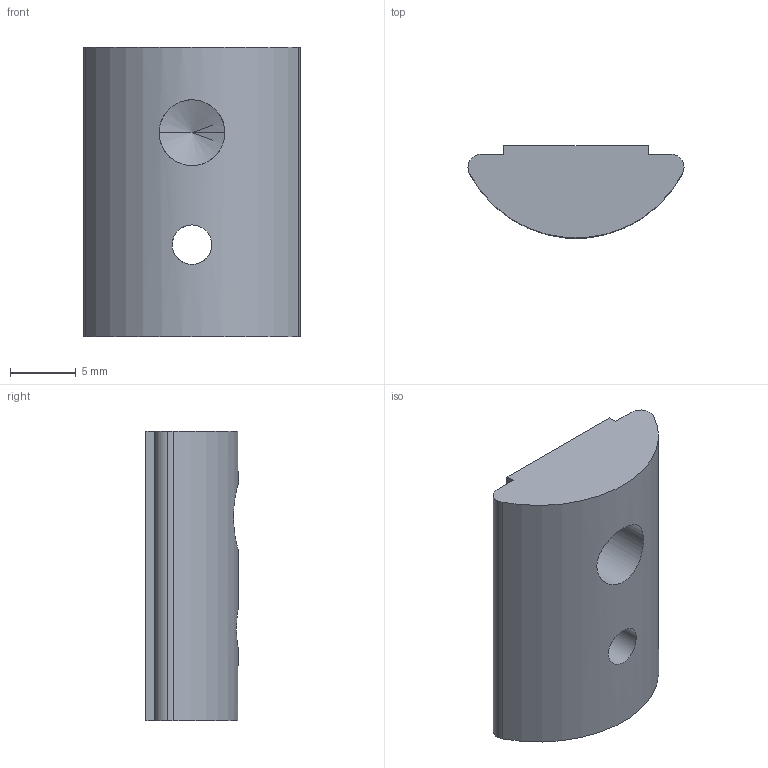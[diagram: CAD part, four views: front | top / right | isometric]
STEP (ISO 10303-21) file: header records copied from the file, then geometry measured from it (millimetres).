
FILE_DESCRIPTION (( 'STEP AP214' ), '1' );
FILE_NAME ('096074.STEP', '2014-08-18T12:07:38', ( '' ), ( '' ), 'SwSTEP 2.0', 'SolidWorks 2014', '' );
FILE_SCHEMA (( 'AUTOMOTIVE_DESIGN' ));
Length unit declared in the file: millimetre
Products named in the file (1): 096074
Bounding box: 16.4 x 7 x 22 mm (x, y, z)
Volume: 1743.2 mm3; surface area: 1190.7 mm2
Topology: 1 solids, 1 shells, 17 faces, 43 edges, 27 vertices
Faces by surface type: cylinder 8, plane 7, cone 2
Entity records: 637 total; most frequent: CARTESIAN_POINT 194, DIRECTION 85, ORIENTED_EDGE 82, EDGE_CURVE 41, AXIS2_PLACEMENT_3D 30, VERTEX_POINT 27, VECTOR 25, LINE 25
